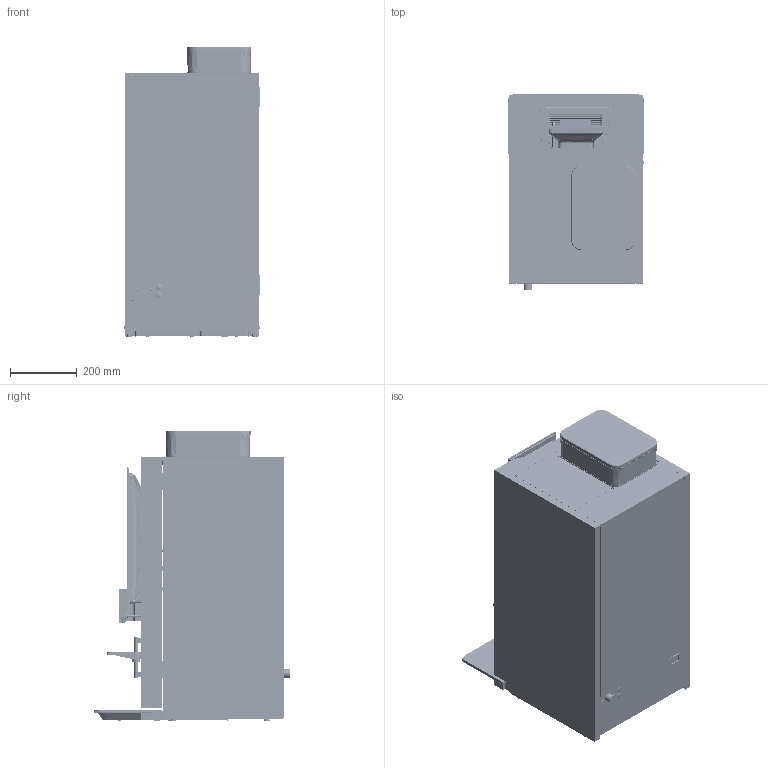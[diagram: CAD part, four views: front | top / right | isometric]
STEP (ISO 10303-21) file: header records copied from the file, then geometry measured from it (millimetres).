
FILE_DESCRIPTION(/* description */ (''),/* implementation_level */ '2;1');
FILE_NAME(/* name */ '1011092_Simplify_1.stp',/* time_stamp */ '2023-03-06T15:55:55+01:00',/* author */ ('jkloosterman'),/* organization */ (''),/* preprocessor_version */ 'ST-DEVELOPER v19.2',/* originating_system */ 'Autodesk Inventor 2023',/* authorisation */ '');
FILE_SCHEMA (('AUTOMOTIVE_DESIGN { 1 0 10303 214 3 1 1 }'));
Products named in the file (1): 1011092_Simplify_1
Bounding box: 408.55 x 584.71 x 871.11 mm (x, y, z)
Volume: 21215128.1 mm3; surface area: 7525305.2 mm2
Topology: 1 solids, 55 shells, 10094 faces, 29306 edges, 18934 vertices
Faces by surface type: plane 6390, bspline 1548, cylinder 1302, cone 537, torus 196, sphere 121
Full cylindrical faces by diameter (mm): 0.6 x4, 0.8 x17, 0.86 x4, 1.25 x2, 1.75 x2, 2 x2, 2.7 x3, 2.8 x1, 2.9 x1, 3.6 x6, 3.621 x2, 4 x11, 4.5 x2, 4.9 x41, 5 x1, 5.8 x1, 6 x3, 7 x2, 8 x3, 9 x2, 9.525 x2, 10 x3, 12 x8, 14 x2, 14.4 x1, 15.6 x2, 16.4 x2, 16.5 x2, 16.6 x1, 18 x1
Entity records: 463115 total; most frequent: CARTESIAN_POINT 198296, ORIENTED_EDGE 58320, DIRECTION 46081, EDGE_CURVE 29172, VERTEX_POINT 18904, LINE 18649, VECTOR 18649, AXIS2_PLACEMENT_3D 13716
